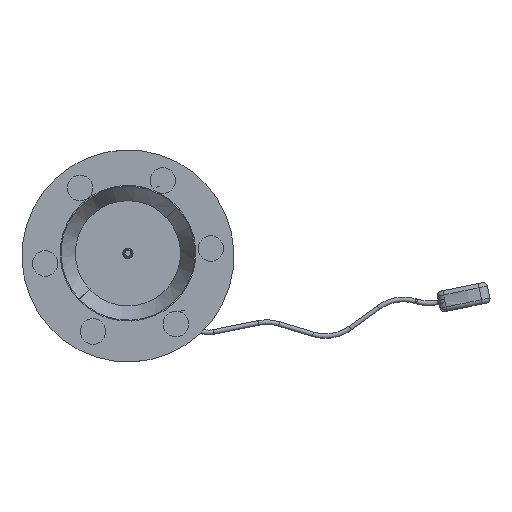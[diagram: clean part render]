
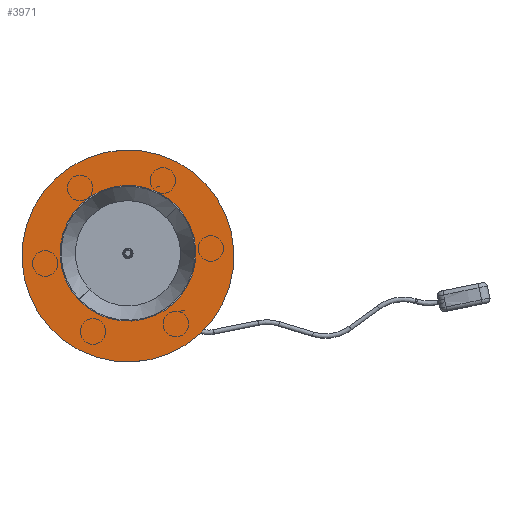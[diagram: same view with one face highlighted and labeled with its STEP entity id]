
A CAD part, top view. The second image highlights one B-rep face of the part: STEP entity #3971.
In plain terms, the highlighted face is planar.
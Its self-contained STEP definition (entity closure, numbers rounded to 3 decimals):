
#33 = DIRECTION ( 'NONE',  ( 0., 1., 0. ) ) ;
#1506 = VECTOR ( 'NONE', #3393, 1000. ) ;
#1674 = CIRCLE ( 'NONE', #6201, 6.6 ) ;
#3268 = AXIS2_PLACEMENT_3D ( 'NONE', #24646, #13573, #32983 ) ;
#3393 = DIRECTION ( 'NONE',  ( 0., -1., 0. ) ) ;
#3639 = CIRCLE ( 'NONE', #22134, 6.6 ) ;
#3970 = EDGE_LOOP ( 'NONE', ( #32172, #27692 ) ) ;
#3971 = ADVANCED_FACE ( 'NONE', ( #12141, #20406 ), #5194, .F. ) ;
#4035 = CIRCLE ( 'NONE', #31779, 125. ) ;
#4748 = AXIS2_PLACEMENT_3D ( 'NONE', #30505, #25028, #30738 ) ;
#5194 = PLANE ( 'NONE',  #3268 ) ;
#5800 = CARTESIAN_POINT ( 'NONE',  ( 5.1, 4.189, 0. ) ) ;
#6201 = AXIS2_PLACEMENT_3D ( 'NONE', #21463, #18432, #12959 ) ;
#6265 = VERTEX_POINT ( 'NONE', #8291 ) ;
#8291 = CARTESIAN_POINT ( 'NONE',  ( 125., 0., 0. ) ) ;
#8820 = CARTESIAN_POINT ( 'NONE',  ( 0., 0., 0. ) ) ;
#8875 = LINE ( 'NONE', #11696, #1506 ) ;
#10067 = ORIENTED_EDGE ( 'NONE', *, *, #29319, .T. ) ;
#10596 = CARTESIAN_POINT ( 'NONE',  ( -5.1, 4.189, 0. ) ) ;
#10621 = EDGE_CURVE ( 'NONE', #28677, #30678, #3639, .T. ) ;
#11696 = CARTESIAN_POINT ( 'NONE',  ( -5.1, -4.189, 0. ) ) ;
#11900 = DIRECTION ( 'NONE',  ( 1., 0., 0. ) ) ;
#12141 = FACE_BOUND ( 'NONE', #16820, .T. ) ;
#12959 = DIRECTION ( 'NONE',  ( 1., 0., 0. ) ) ;
#13013 = VERTEX_POINT ( 'NONE', #33514 ) ;
#13573 = DIRECTION ( 'NONE',  ( 0., 0., 1. ) ) ;
#13838 = VERTEX_POINT ( 'NONE', #35327 ) ;
#15850 = CIRCLE ( 'NONE', #4748, 125. ) ;
#16820 = EDGE_LOOP ( 'NONE', ( #20867, #34207, #10067, #33764 ) ) ;
#17002 = DIRECTION ( 'NONE',  ( 0., 0., 1. ) ) ;
#18138 = LINE ( 'NONE', #22291, #24226 ) ;
#18432 = DIRECTION ( 'NONE',  ( 0., 0., 1. ) ) ;
#20406 = FACE_OUTER_BOUND ( 'NONE', #3970, .T. ) ;
#20867 = ORIENTED_EDGE ( 'NONE', *, *, #30257, .T. ) ;
#21463 = CARTESIAN_POINT ( 'NONE',  ( 0., 0., 0. ) ) ;
#22134 = AXIS2_PLACEMENT_3D ( 'NONE', #8820, #17002, #33596 ) ;
#22291 = CARTESIAN_POINT ( 'NONE',  ( 5.1, 4.189, 0. ) ) ;
#24226 = VECTOR ( 'NONE', #33, 1000. ) ;
#24646 = CARTESIAN_POINT ( 'NONE',  ( 0., 0., 0. ) ) ;
#25028 = DIRECTION ( 'NONE',  ( 0., 0., 1. ) ) ;
#26081 = CARTESIAN_POINT ( 'NONE',  ( 5.1, -4.189, 0. ) ) ;
#27692 = ORIENTED_EDGE ( 'NONE', *, *, #30930, .F. ) ;
#28558 = DIRECTION ( 'NONE',  ( 0., 0., 1. ) ) ;
#28677 = VERTEX_POINT ( 'NONE', #5800 ) ;
#29319 = EDGE_CURVE ( 'NONE', #29569, #28677, #18138, .T. ) ;
#29569 = VERTEX_POINT ( 'NONE', #26081 ) ;
#30257 = EDGE_CURVE ( 'NONE', #30678, #13838, #8875, .T. ) ;
#30505 = CARTESIAN_POINT ( 'NONE',  ( 0., 0., 0. ) ) ;
#30678 = VERTEX_POINT ( 'NONE', #10596 ) ;
#30738 = DIRECTION ( 'NONE',  ( 1., 0., 0. ) ) ;
#30779 = EDGE_CURVE ( 'NONE', #13013, #6265, #15850, .T. ) ;
#30930 = EDGE_CURVE ( 'NONE', #6265, #13013, #4035, .T. ) ;
#31779 = AXIS2_PLACEMENT_3D ( 'NONE', #33973, #28558, #11900 ) ;
#32172 = ORIENTED_EDGE ( 'NONE', *, *, #30779, .F. ) ;
#32983 = DIRECTION ( 'NONE',  ( 1., 0., 0. ) ) ;
#33426 = EDGE_CURVE ( 'NONE', #13838, #29569, #1674, .T. ) ;
#33514 = CARTESIAN_POINT ( 'NONE',  ( -125., 0., 0. ) ) ;
#33596 = DIRECTION ( 'NONE',  ( 1., 0., 0. ) ) ;
#33764 = ORIENTED_EDGE ( 'NONE', *, *, #10621, .T. ) ;
#33973 = CARTESIAN_POINT ( 'NONE',  ( 0., 0., 0. ) ) ;
#34207 = ORIENTED_EDGE ( 'NONE', *, *, #33426, .T. ) ;
#35327 = CARTESIAN_POINT ( 'NONE',  ( -5.1, -4.189, 0. ) ) ;
